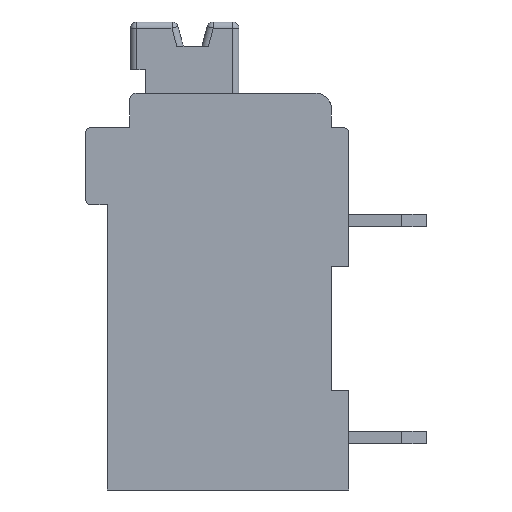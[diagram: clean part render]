
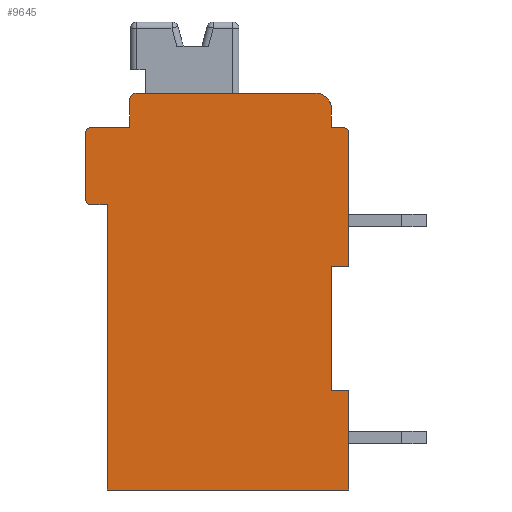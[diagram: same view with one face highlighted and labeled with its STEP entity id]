
A CAD part, left-side view. The second image highlights one B-rep face of the part: STEP entity #9645.
In plain terms, the highlighted planar face has unit normal (-1, 0, 0).
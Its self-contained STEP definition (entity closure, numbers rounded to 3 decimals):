
#318=CIRCLE('',#10226,0.5);
#320=CIRCLE('',#10230,0.2);
#336=CIRCLE('',#10264,0.2);
#337=CIRCLE('',#10265,0.2);
#338=CIRCLE('',#10266,0.2);
#1124=ORIENTED_EDGE('',*,*,#3878,.F.);
#1125=ORIENTED_EDGE('',*,*,#3807,.T.);
#1126=ORIENTED_EDGE('',*,*,#3802,.F.);
#1127=ORIENTED_EDGE('',*,*,#3814,.T.);
#1128=ORIENTED_EDGE('',*,*,#3812,.F.);
#1129=ORIENTED_EDGE('',*,*,#3861,.F.);
#1130=ORIENTED_EDGE('',*,*,#3916,.T.);
#1131=ORIENTED_EDGE('',*,*,#3852,.F.);
#1132=ORIENTED_EDGE('',*,*,#3917,.T.);
#1133=ORIENTED_EDGE('',*,*,#3847,.F.);
#1134=ORIENTED_EDGE('',*,*,#3592,.F.);
#1135=ORIENTED_EDGE('',*,*,#3832,.F.);
#1136=ORIENTED_EDGE('',*,*,#3840,.F.);
#1137=ORIENTED_EDGE('',*,*,#3846,.F.);
#1138=ORIENTED_EDGE('',*,*,#3898,.F.);
#1139=ORIENTED_EDGE('',*,*,#3842,.F.);
#1140=ORIENTED_EDGE('',*,*,#3615,.F.);
#1141=ORIENTED_EDGE('',*,*,#3918,.T.);
#1142=ORIENTED_EDGE('',*,*,#3879,.F.);
#3592=EDGE_CURVE('',#5033,#5034,#5957,.T.);
#3615=EDGE_CURVE('',#5051,#5052,#5980,.T.);
#3802=EDGE_CURVE('',#5210,#5211,#6157,.T.);
#3807=EDGE_CURVE('',#5215,#5211,#318,.F.);
#3812=EDGE_CURVE('',#5219,#5216,#6164,.T.);
#3814=EDGE_CURVE('',#5210,#5216,#320,.F.);
#3832=EDGE_CURVE('',#5233,#5033,#6182,.T.);
#3840=EDGE_CURVE('',#5238,#5233,#6190,.T.);
#3842=EDGE_CURVE('',#5052,#5240,#6192,.T.);
#3846=EDGE_CURVE('',#5242,#5238,#6196,.T.);
#3847=EDGE_CURVE('',#5034,#5243,#6197,.T.);
#3852=EDGE_CURVE('',#5247,#5248,#6202,.T.);
#3861=EDGE_CURVE('',#5253,#5219,#6208,.T.);
#3878=EDGE_CURVE('',#5215,#5262,#6218,.T.);
#3879=EDGE_CURVE('',#5262,#5263,#6219,.T.);
#3898=EDGE_CURVE('',#5240,#5242,#6237,.T.);
#3916=EDGE_CURVE('',#5253,#5248,#336,.F.);
#3917=EDGE_CURVE('',#5247,#5243,#337,.F.);
#3918=EDGE_CURVE('',#5051,#5263,#338,.F.);
#5033=VERTEX_POINT('',#13952);
#5034=VERTEX_POINT('',#13954);
#5051=VERTEX_POINT('',#13997);
#5052=VERTEX_POINT('',#13999);
#5210=VERTEX_POINT('',#14383);
#5211=VERTEX_POINT('',#14385);
#5215=VERTEX_POINT('',#14399);
#5216=VERTEX_POINT('',#14403);
#5219=VERTEX_POINT('',#14408);
#5233=VERTEX_POINT('',#14448);
#5238=VERTEX_POINT('',#14464);
#5240=VERTEX_POINT('',#14470);
#5242=VERTEX_POINT('',#14476);
#5243=VERTEX_POINT('',#14480);
#5247=VERTEX_POINT('',#14489);
#5248=VERTEX_POINT('',#14491);
#5253=VERTEX_POINT('',#14505);
#5262=VERTEX_POINT('',#14531);
#5263=VERTEX_POINT('',#14536);
#5957=LINE('',#13953,#7107);
#5980=LINE('',#13998,#7130);
#6157=LINE('',#14384,#7307);
#6164=LINE('',#14409,#7314);
#6182=LINE('',#14449,#7332);
#6190=LINE('',#14465,#7340);
#6192=LINE('',#14469,#7342);
#6196=LINE('',#14477,#7346);
#6197=LINE('',#14479,#7347);
#6202=LINE('',#14490,#7352);
#6208=LINE('',#14506,#7358);
#6218=LINE('',#14533,#7368);
#6219=LINE('',#14535,#7369);
#6237=LINE('',#14566,#7387);
#7107=VECTOR('',#11125,1000.);
#7130=VECTOR('',#11156,1000.);
#7307=VECTOR('',#11415,1000.);
#7314=VECTOR('',#11430,1000.);
#7332=VECTOR('',#11464,1000.);
#7340=VECTOR('',#11478,1000.);
#7342=VECTOR('',#11482,1000.);
#7346=VECTOR('',#11488,1000.);
#7347=VECTOR('',#11491,1000.);
#7352=VECTOR('',#11498,1000.);
#7358=VECTOR('',#11512,1000.);
#7368=VECTOR('',#11538,1000.);
#7369=VECTOR('',#11541,1000.);
#7387=VECTOR('',#11563,1000.);
#8214=EDGE_LOOP('',(#1124,#1125,#1126,#1127,#1128,#1129,#1130,#1131,#1132,
#1133,#1134,#1135,#1136,#1137,#1138,#1139,#1140,#1141,#1142));
#8752=FACE_BOUND('',#8214,.T.);
#9277=PLANE('',#10263);
#9645=ADVANCED_FACE('',(#8752),#9277,.F.);
#10226=AXIS2_PLACEMENT_3D('',#14398,#11422,#11423);
#10230=AXIS2_PLACEMENT_3D('',#14412,#11435,#11436);
#10263=AXIS2_PLACEMENT_3D('',#14592,#11587,#11588);
#10264=AXIS2_PLACEMENT_3D('',#14593,#11589,#11590);
#10265=AXIS2_PLACEMENT_3D('',#14594,#11591,#11592);
#10266=AXIS2_PLACEMENT_3D('',#14595,#11593,#11594);
#11125=DIRECTION('',(0.,0.,1.));
#11156=DIRECTION('',(0.,0.,-1.));
#11415=DIRECTION('',(0.,-1.,0.));
#11422=DIRECTION('',(1.,0.,0.));
#11423=DIRECTION('',(0.,0.,-1.));
#11430=DIRECTION('',(0.,0.,1.));
#11435=DIRECTION('',(1.,0.,0.));
#11436=DIRECTION('',(0.,0.,-1.));
#11464=DIRECTION('',(0.,1.,0.));
#11478=DIRECTION('',(0.,0.,-1.));
#11482=DIRECTION('',(0.,1.,0.));
#11488=DIRECTION('',(0.,-1.,0.));
#11491=DIRECTION('',(0.,1.,0.));
#11498=DIRECTION('',(0.,0.,1.));
#11512=DIRECTION('',(0.,-1.,0.));
#11538=DIRECTION('',(0.,0.,-1.));
#11541=DIRECTION('',(0.,-1.,0.));
#11563=DIRECTION('',(0.,0.,-1.));
#11587=DIRECTION('',(1.,0.,0.));
#11588=DIRECTION('',(0.,0.,-1.));
#11589=DIRECTION('',(1.,0.,0.));
#11590=DIRECTION('',(0.,0.,-1.));
#11591=DIRECTION('',(1.,0.,0.));
#11592=DIRECTION('',(0.,0.,-1.));
#11593=DIRECTION('',(1.,0.,0.));
#11594=DIRECTION('',(0.,0.,-1.));
#13952=CARTESIAN_POINT('',(-5.6,3.98,-5.2));
#13953=CARTESIAN_POINT('',(-5.6,3.98,4.));
#13954=CARTESIAN_POINT('',(-5.6,3.98,4.));
#13997=CARTESIAN_POINT('',(-5.6,-3.82,6.3));
#13998=CARTESIAN_POINT('',(-5.6,-3.82,6.5));
#13999=CARTESIAN_POINT('',(-5.6,-3.82,2.));
#14383=CARTESIAN_POINT('',(-5.6,3.05,7.6));
#14384=CARTESIAN_POINT('',(-5.6,3.25,7.6));
#14385=CARTESIAN_POINT('',(-5.6,-2.75,7.6));
#14398=CARTESIAN_POINT('',(-5.6,-2.75,7.1));
#14399=CARTESIAN_POINT('',(-5.6,-3.25,7.1));
#14403=CARTESIAN_POINT('',(-5.6,3.25,7.4));
#14408=CARTESIAN_POINT('',(-5.6,3.25,6.5));
#14409=CARTESIAN_POINT('',(-5.6,3.25,7.6));
#14412=CARTESIAN_POINT('',(-5.6,3.05,7.4));
#14448=CARTESIAN_POINT('',(-5.6,-3.82,-5.2));
#14449=CARTESIAN_POINT('',(-5.6,-3.82,-5.2));
#14464=CARTESIAN_POINT('',(-5.6,-3.82,-2.));
#14465=CARTESIAN_POINT('',(-5.6,-3.82,-2.));
#14469=CARTESIAN_POINT('',(-5.6,-3.82,2.));
#14470=CARTESIAN_POINT('',(-5.6,-3.25,2.));
#14476=CARTESIAN_POINT('',(-5.6,-3.25,-2.));
#14477=CARTESIAN_POINT('',(-5.6,-3.25,-2.));
#14479=CARTESIAN_POINT('',(-5.6,4.68,4.));
#14480=CARTESIAN_POINT('',(-5.6,4.48,4.));
#14489=CARTESIAN_POINT('',(-5.6,4.68,4.2));
#14490=CARTESIAN_POINT('',(-5.6,4.68,4.));
#14491=CARTESIAN_POINT('',(-5.6,4.68,6.3));
#14505=CARTESIAN_POINT('',(-5.6,4.48,6.5));
#14506=CARTESIAN_POINT('',(-5.6,3.25,6.5));
#14531=CARTESIAN_POINT('',(-5.6,-3.25,6.5));
#14533=CARTESIAN_POINT('',(-5.6,-3.25,6.5));
#14535=CARTESIAN_POINT('',(-5.6,-3.82,6.5));
#14536=CARTESIAN_POINT('',(-5.6,-3.62,6.5));
#14566=CARTESIAN_POINT('',(-5.6,-3.25,2.));
#14592=CARTESIAN_POINT('',(-5.6,0.,0.));
#14593=CARTESIAN_POINT('',(-5.6,4.48,6.3));
#14594=CARTESIAN_POINT('',(-5.6,4.48,4.2));
#14595=CARTESIAN_POINT('',(-5.6,-3.62,6.3));
